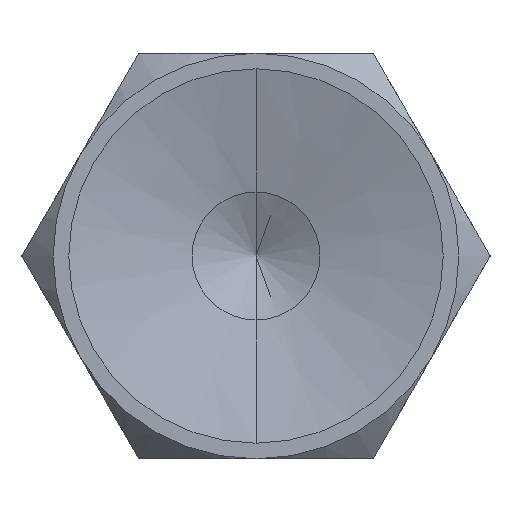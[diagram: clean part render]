
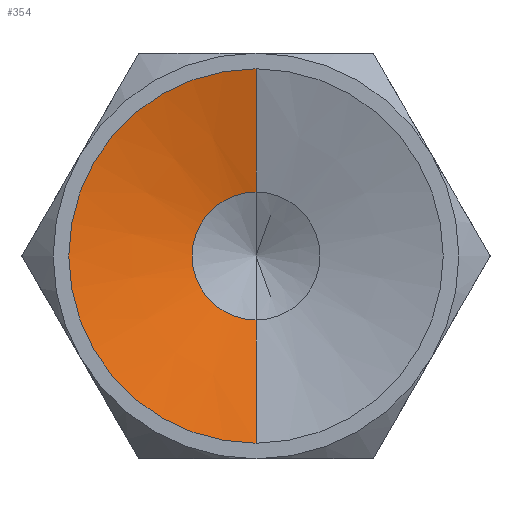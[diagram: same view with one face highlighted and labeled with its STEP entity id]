
A CAD part, front view. The second image highlights one B-rep face of the part: STEP entity #354.
In plain terms, the highlighted conical face has half-angle 75 degrees and reference radius 6 mm.
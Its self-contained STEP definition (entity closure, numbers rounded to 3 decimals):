
#67 = VERTEX_POINT ( 'NONE', #156 ) ;
#107 = CARTESIAN_POINT ( 'NONE',  ( 0., -5.3, 0. ) ) ;
#118 = EDGE_CURVE ( 'NONE', #1772, #636, #1705, .T. ) ;
#132 = CARTESIAN_POINT ( 'NONE',  ( 0., -4.242, 2.05 ) ) ;
#156 = CARTESIAN_POINT ( 'NONE',  ( 0., -5.3, 6. ) ) ;
#217 = EDGE_CURVE ( 'NONE', #636, #67, #817, .T. ) ;
#229 = CONICAL_SURFACE ( 'NONE', #1389, 6., 1.309 ) ;
#246 = DIRECTION ( 'NONE',  ( 0., 0., 1. ) ) ;
#262 = CARTESIAN_POINT ( 'NONE',  ( 0., -5.3, -6. ) ) ;
#277 = AXIS2_PLACEMENT_3D ( 'NONE', #107, #1141, #246 ) ;
#322 = DIRECTION ( 'NONE',  ( 0., 1., 0. ) ) ;
#328 = DIRECTION ( 'NONE',  ( 0., -0.259, 0.966 ) ) ;
#354 = ADVANCED_FACE ( 'NONE', ( #1065 ), #229, .F. ) ;
#361 = DIRECTION ( 'NONE',  ( 0., -1., 0. ) ) ;
#500 = AXIS2_PLACEMENT_3D ( 'NONE', #1227, #322, #1372 ) ;
#511 = VECTOR ( 'NONE', #1192, 1000. ) ;
#636 = VERTEX_POINT ( 'NONE', #262 ) ;
#732 = CARTESIAN_POINT ( 'NONE',  ( 0., -5.3, -6. ) ) ;
#789 = EDGE_LOOP ( 'NONE', ( #1530, #1185, #1467, #1067 ) ) ;
#817 = CIRCLE ( 'NONE', #277, 6. ) ;
#854 = CARTESIAN_POINT ( 'NONE',  ( 0., -4.242, -2.05 ) ) ;
#893 = LINE ( 'NONE', #1231, #1422 ) ;
#965 = CARTESIAN_POINT ( 'NONE',  ( 0., -5.3, 0. ) ) ;
#1013 = EDGE_CURVE ( 'NONE', #1772, #1572, #1543, .T. ) ;
#1065 = FACE_OUTER_BOUND ( 'NONE', #789, .T. ) ;
#1067 = ORIENTED_EDGE ( 'NONE', *, *, #118, .F. ) ;
#1141 = DIRECTION ( 'NONE',  ( 0., 1., 0. ) ) ;
#1185 = ORIENTED_EDGE ( 'NONE', *, *, #1426, .T. ) ;
#1192 = DIRECTION ( 'NONE',  ( 0., -0.259, -0.966 ) ) ;
#1227 = CARTESIAN_POINT ( 'NONE',  ( 0., -4.242, 0. ) ) ;
#1231 = CARTESIAN_POINT ( 'NONE',  ( 0., -5.3, 6. ) ) ;
#1372 = DIRECTION ( 'NONE',  ( 0., 0., 1. ) ) ;
#1389 = AXIS2_PLACEMENT_3D ( 'NONE', #965, #361, #1841 ) ;
#1422 = VECTOR ( 'NONE', #328, 1000. ) ;
#1426 = EDGE_CURVE ( 'NONE', #1572, #67, #893, .T. ) ;
#1467 = ORIENTED_EDGE ( 'NONE', *, *, #217, .F. ) ;
#1530 = ORIENTED_EDGE ( 'NONE', *, *, #1013, .T. ) ;
#1543 = CIRCLE ( 'NONE', #500, 2.05 ) ;
#1572 = VERTEX_POINT ( 'NONE', #132 ) ;
#1705 = LINE ( 'NONE', #732, #511 ) ;
#1772 = VERTEX_POINT ( 'NONE', #854 ) ;
#1841 = DIRECTION ( 'NONE',  ( 0., 0., -1. ) ) ;
